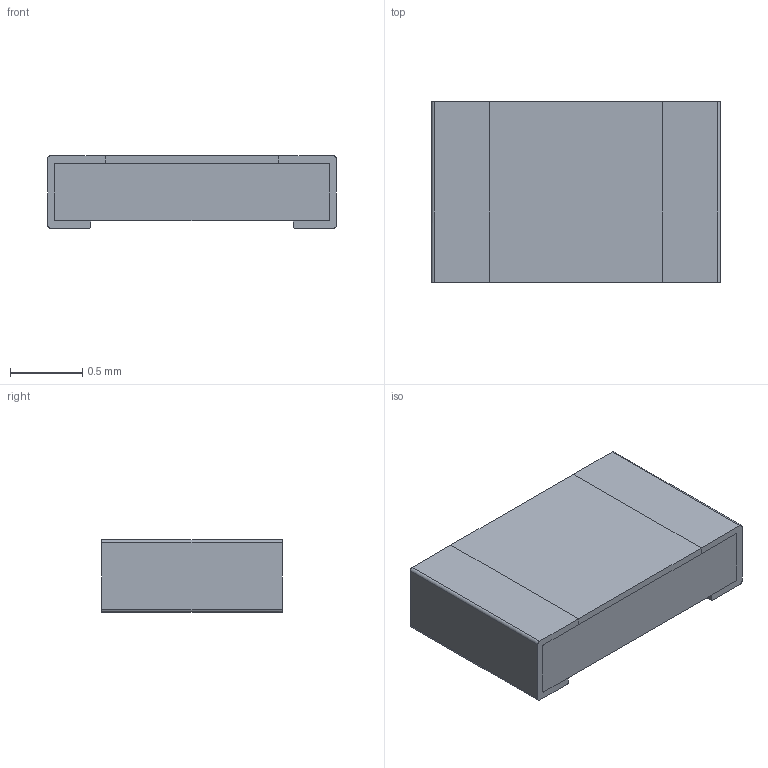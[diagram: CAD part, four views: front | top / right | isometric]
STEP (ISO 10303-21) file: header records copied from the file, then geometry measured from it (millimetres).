
FILE_DESCRIPTION(('FreeCAD Model'),'2;1');
FILE_NAME('Document003_sp.step', '2018-08-09T15:36:46',('kicad StepUp'),('ksu MCAD'), 'Open CASCADE STEP processor 6.8','FreeCAD','Unknown');
FILE_SCHEMA(('AUTOMOTIVE_DESIGN_CC2 { 1 2 10303 214 -1 1 5 4 }'));
Length unit declared in the file: millimetre
Products named in the file (2): ASSEMBLY; Document003_sp
Assembly tree (1 placements, depth 2):
  ASSEMBLY
    Document003_sp
Bounding box: 2 x 1.25 x 0.5 mm (x, y, z)
Volume: 1.2 mm3; surface area: 8.2 mm2
Topology: 1 solids, 1 shells, 24 faces, 74 edges, 52 vertices
Faces by surface type: bspline 15, plane 9
Entity records: 1002 total; most frequent: CARTESIAN_POINT 351, ORIENTED_EDGE 148, EDGE_CURVE 74, B_SPLINE_CURVE_WITH_KNOTS 54, VERTEX_POINT 52, ADVANCED_FACE 24, FACE_BOUND 24, EDGE_LOOP 24
